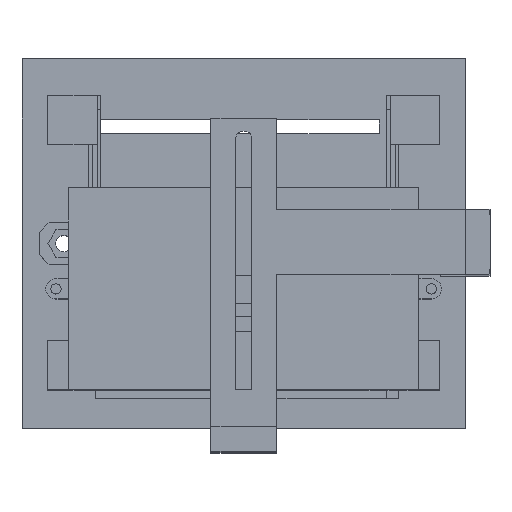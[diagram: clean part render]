
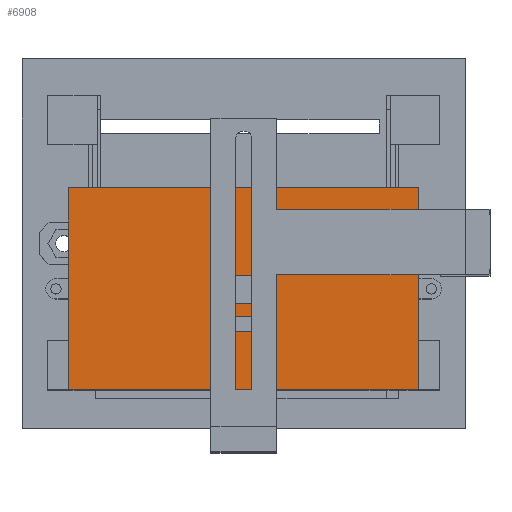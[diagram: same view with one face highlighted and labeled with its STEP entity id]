
A CAD part, top view. The second image highlights one B-rep face of the part: STEP entity #6908.
In plain terms, the highlighted planar face has unit normal (0, 0, 1).
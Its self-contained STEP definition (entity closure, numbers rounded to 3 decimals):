
#102=FACE_BOUND('',#1210,.T.);
#103=FACE_BOUND('',#1211,.T.);
#423=PLANE('',#7364);
#782=FACE_OUTER_BOUND('',#1209,.T.);
#1209=EDGE_LOOP('',(#6420,#6421,#6422,#6423));
#1210=EDGE_LOOP('',(#6424,#6425,#6426,#6427,#6428,#6429));
#1211=EDGE_LOOP('',(#6430,#6431,#6432,#6433));
#1983=LINE('',#10808,#2854);
#1996=LINE('',#10844,#2867);
#2000=LINE('',#10852,#2871);
#2003=LINE('',#10858,#2874);
#2006=LINE('',#10864,#2877);
#2009=LINE('',#10870,#2880);
#2012=LINE('',#10875,#2883);
#2059=LINE('',#10971,#2930);
#2062=LINE('',#10976,#2933);
#2064=LINE('',#10980,#2935);
#2065=LINE('',#10982,#2936);
#2067=LINE('',#10987,#2938);
#2069=LINE('',#10990,#2940);
#2070=LINE('',#10992,#2941);
#2854=VECTOR('',#8888,10.);
#2867=VECTOR('',#8921,10.);
#2871=VECTOR('',#8927,10.);
#2874=VECTOR('',#8932,10.);
#2877=VECTOR('',#8937,10.);
#2880=VECTOR('',#8942,10.);
#2883=VECTOR('',#8947,10.);
#2930=VECTOR('',#9028,10.);
#2933=VECTOR('',#9033,10.);
#2935=VECTOR('',#9037,10.);
#2936=VECTOR('',#9040,10.);
#2938=VECTOR('',#9044,10.);
#2940=VECTOR('',#9048,10.);
#2941=VECTOR('',#9051,10.);
#3592=VERTEX_POINT('',#10805);
#3593=VERTEX_POINT('',#10807);
#3605=VERTEX_POINT('',#10842);
#3606=VERTEX_POINT('',#10843);
#3609=VERTEX_POINT('',#10851);
#3611=VERTEX_POINT('',#10857);
#3613=VERTEX_POINT('',#10863);
#3615=VERTEX_POINT('',#10869);
#3647=VERTEX_POINT('',#10968);
#3648=VERTEX_POINT('',#10970);
#3649=VERTEX_POINT('',#10974);
#3650=VERTEX_POINT('',#10978);
#3651=VERTEX_POINT('',#10984);
#3652=VERTEX_POINT('',#10986);
#4493=EDGE_CURVE('',#3593,#3592,#1983,.T.);
#4510=EDGE_CURVE('',#3605,#3606,#1996,.T.);
#4514=EDGE_CURVE('',#3609,#3605,#2000,.T.);
#4517=EDGE_CURVE('',#3611,#3609,#2003,.T.);
#4520=EDGE_CURVE('',#3613,#3611,#2006,.T.);
#4523=EDGE_CURVE('',#3615,#3613,#2009,.T.);
#4526=EDGE_CURVE('',#3606,#3615,#2012,.T.);
#4573=EDGE_CURVE('',#3647,#3648,#2059,.T.);
#4576=EDGE_CURVE('',#3649,#3647,#2062,.T.);
#4578=EDGE_CURVE('',#3650,#3649,#2064,.T.);
#4579=EDGE_CURVE('',#3648,#3650,#2065,.T.);
#4581=EDGE_CURVE('',#3652,#3651,#2067,.T.);
#4583=EDGE_CURVE('',#3651,#3593,#2069,.T.);
#4584=EDGE_CURVE('',#3592,#3652,#2070,.T.);
#6420=ORIENTED_EDGE('',*,*,#4584,.T.);
#6421=ORIENTED_EDGE('',*,*,#4581,.T.);
#6422=ORIENTED_EDGE('',*,*,#4583,.T.);
#6423=ORIENTED_EDGE('',*,*,#4493,.T.);
#6424=ORIENTED_EDGE('',*,*,#4510,.T.);
#6425=ORIENTED_EDGE('',*,*,#4526,.T.);
#6426=ORIENTED_EDGE('',*,*,#4523,.T.);
#6427=ORIENTED_EDGE('',*,*,#4520,.T.);
#6428=ORIENTED_EDGE('',*,*,#4517,.T.);
#6429=ORIENTED_EDGE('',*,*,#4514,.T.);
#6430=ORIENTED_EDGE('',*,*,#4573,.F.);
#6431=ORIENTED_EDGE('',*,*,#4576,.F.);
#6432=ORIENTED_EDGE('',*,*,#4578,.F.);
#6433=ORIENTED_EDGE('',*,*,#4579,.F.);
#6908=ADVANCED_FACE('',(#782,#102,#103),#423,.F.);
#7364=AXIS2_PLACEMENT_3D('',#10994,#9054,#9055);
#8888=DIRECTION('',(0.,-1.,0.));
#8921=DIRECTION('',(-0.5,-0.866,0.));
#8927=DIRECTION('',(0.5,-0.866,0.));
#8932=DIRECTION('',(1.,0.,0.));
#8937=DIRECTION('',(0.5,0.866,0.));
#8942=DIRECTION('',(-0.5,0.866,0.));
#8947=DIRECTION('',(-1.,0.,0.));
#9028=DIRECTION('',(0.,1.,0.));
#9033=DIRECTION('',(1.,0.,0.));
#9037=DIRECTION('',(0.,-1.,0.));
#9040=DIRECTION('',(-1.,0.,0.));
#9044=DIRECTION('',(0.,1.,0.));
#9048=DIRECTION('',(-1.,0.,0.));
#9051=DIRECTION('',(1.,0.,0.));
#9054=DIRECTION('center_axis',(0.,0.,-1.));
#9055=DIRECTION('ref_axis',(1.,0.,0.));
#10805=CARTESIAN_POINT('',(-71.153,-60.,434.8));
#10807=CARTESIAN_POINT('',(-71.153,22.,434.8));
#10808=CARTESIAN_POINT('',(-71.153,22.,434.8));
#10842=CARTESIAN_POINT('',(6.499,-19.194,434.8));
#10843=CARTESIAN_POINT('',(3.236,-24.843,434.8));
#10844=CARTESIAN_POINT('',(5.726,-20.532,434.8));
#10851=CARTESIAN_POINT('',(3.238,-13.543,434.8));
#10852=CARTESIAN_POINT('',(4.013,-14.886,434.8));
#10857=CARTESIAN_POINT('',(-3.286,-13.542,434.8));
#10858=CARTESIAN_POINT('',(-1.649,-13.542,434.8));
#10863=CARTESIAN_POINT('',(-6.549,-19.191,434.8));
#10864=CARTESIAN_POINT('',(-5.69,-17.704,434.8));
#10869=CARTESIAN_POINT('',(-3.288,-24.842,434.8));
#10870=CARTESIAN_POINT('',(-4.144,-23.359,434.8));
#10875=CARTESIAN_POINT('',(1.61,-24.843,434.8));
#10968=CARTESIAN_POINT('',(6.,-36.3,434.8));
#10970=CARTESIAN_POINT('',(6.,-30.3,434.8));
#10971=CARTESIAN_POINT('',(6.,-30.3,434.8));
#10974=CARTESIAN_POINT('',(-6.,-36.3,434.8));
#10976=CARTESIAN_POINT('',(6.,-36.3,434.8));
#10978=CARTESIAN_POINT('',(-6.,-30.3,434.8));
#10980=CARTESIAN_POINT('',(-6.,-36.3,434.8));
#10982=CARTESIAN_POINT('',(-6.,-30.3,434.8));
#10984=CARTESIAN_POINT('',(71.125,22.,434.8));
#10986=CARTESIAN_POINT('',(71.125,-60.,434.8));
#10987=CARTESIAN_POINT('',(71.125,-19.15,434.8));
#10990=CARTESIAN_POINT('',(71.125,22.,434.8));
#10992=CARTESIAN_POINT('',(-71.153,-60.,434.8));
#10994=CARTESIAN_POINT('Origin',(-0.014,-19.,
434.8));
